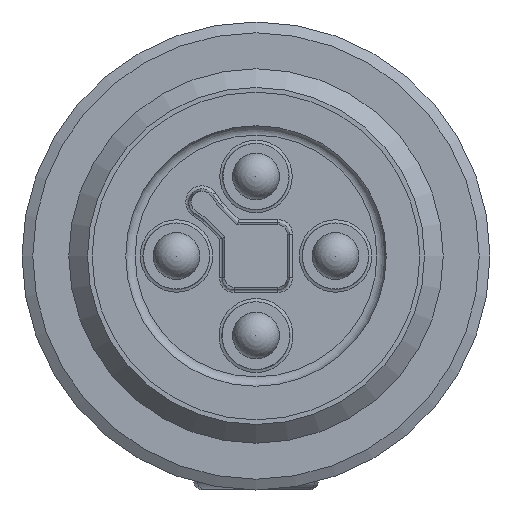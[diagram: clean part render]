
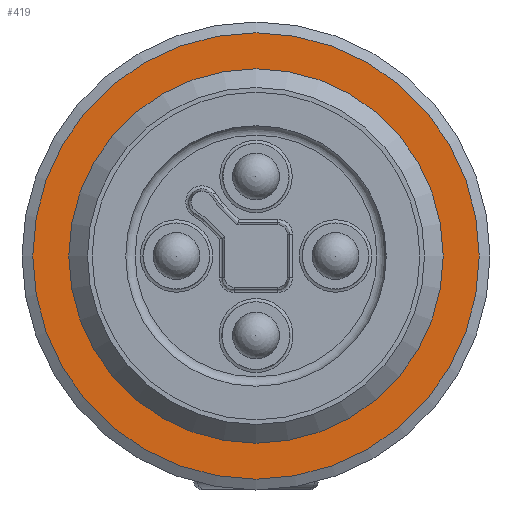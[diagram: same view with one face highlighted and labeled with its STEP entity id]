
A CAD part, left-side view. The second image highlights one B-rep face of the part: STEP entity #419.
In plain terms, the highlighted planar face has unit normal (-1, 0, 0).
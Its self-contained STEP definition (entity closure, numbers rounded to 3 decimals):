
#154=PLANE('',#3185);
#216=FACE_BOUND('',#859,.T.);
#217=FACE_BOUND('',#860,.T.);
#419=ADVANCED_FACE('',(#216,#217),#154,.F.);
#859=EDGE_LOOP('',(#1608));
#860=EDGE_LOOP('',(#1609));
#1608=ORIENTED_EDGE('',*,*,#2384,.F.);
#1609=ORIENTED_EDGE('',*,*,#2383,.T.);
#2010=VERTEX_POINT('',#7318);
#2011=VERTEX_POINT('',#7321);
#2383=EDGE_CURVE('',#2010,#2010,#2866,.T.);
#2384=EDGE_CURVE('',#2011,#2011,#2867,.T.);
#2866=CIRCLE('',#3182,7.154);
#2867=CIRCLE('',#3184,6.);
#3182=AXIS2_PLACEMENT_3D('',#7317,#3912,#3913);
#3184=AXIS2_PLACEMENT_3D('',#7320,#3916,#3917);
#3185=AXIS2_PLACEMENT_3D('',#7322,#3918,#3919);
#3912=DIRECTION('',(-1.,0.,0.));
#3913=DIRECTION('',(0.,0.,1.));
#3916=DIRECTION('',(-1.,0.,0.));
#3917=DIRECTION('',(0.,0.,1.));
#3918=DIRECTION('',(1.,0.,0.));
#3919=DIRECTION('',(0.,0.,-1.));
#7317=CARTESIAN_POINT('',(42.5,50.,0.));
#7318=CARTESIAN_POINT('',(42.5,50.,7.154));
#7320=CARTESIAN_POINT('',(42.5,50.,0.));
#7321=CARTESIAN_POINT('',(42.5,50.,6.));
#7322=CARTESIAN_POINT('',(42.5,57.154,0.));
